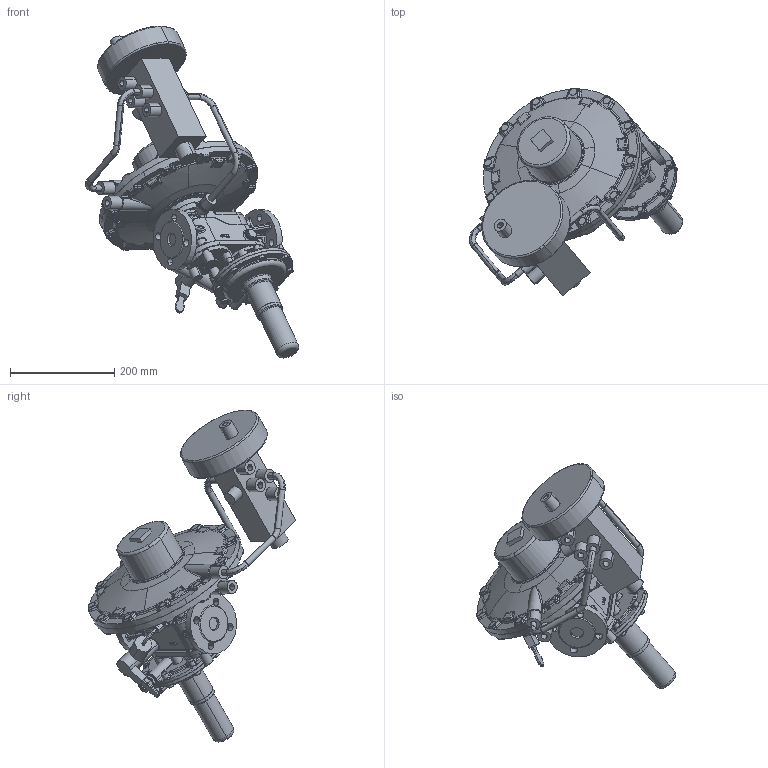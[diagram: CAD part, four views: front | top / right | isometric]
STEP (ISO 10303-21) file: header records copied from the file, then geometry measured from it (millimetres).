
FILE_DESCRIPTION(('CATIA V5 STEP Exchange'),'2;1');
FILE_NAME('RSP 254-025-320-R70-100.stp','2018-04-10T08:52:34+00:00',('none'),('none'),'CATIA Version 5 Release 19 SP 2 (IN-10)','CATIA V5 STEP AP214','none');
FILE_SCHEMA(('AUTOMOTIVE_DESIGN { 1 0 10303 214 1 1 1 1 }'));
Products named in the file (7): RSP 254-025-320-R70-100; 320; 751002G; Part1.1; Stelldruckleitung RSP 173871; Eingangsdruckleitung RSP 173872; AS-254-025
Assembly tree (6 placements, depth 2):
  RSP 254-025-320-R70-100
    320
    751002G
    Part1.1
    Stelldruckleitung RSP 173871
    Eingangsdruckleitung RSP 173872
    AS-254-025
Bounding box: 408.11 x 398.1 x 635.7 mm (x, y, z)
Volume: 9415519.6 mm3; surface area: 852056.6 mm2
Topology: 6 solids, 30 shells, 3425 faces, 8369 edges, 4775 vertices
Faces by surface type: bspline 997, cylinder 921, torus 713, plane 468, cone 175, sphere 103, revolution 48
Entity records: 155057 total; most frequent: CARTESIAN_POINT 89216, ORIENTED_EDGE 16162, DIRECTION 8466, EDGE_CURVE 8081, AXIS2_PLACEMENT_3D 5018, VERTEX_POINT 4775, EDGE_LOOP 3552, ADVANCED_FACE 3425
